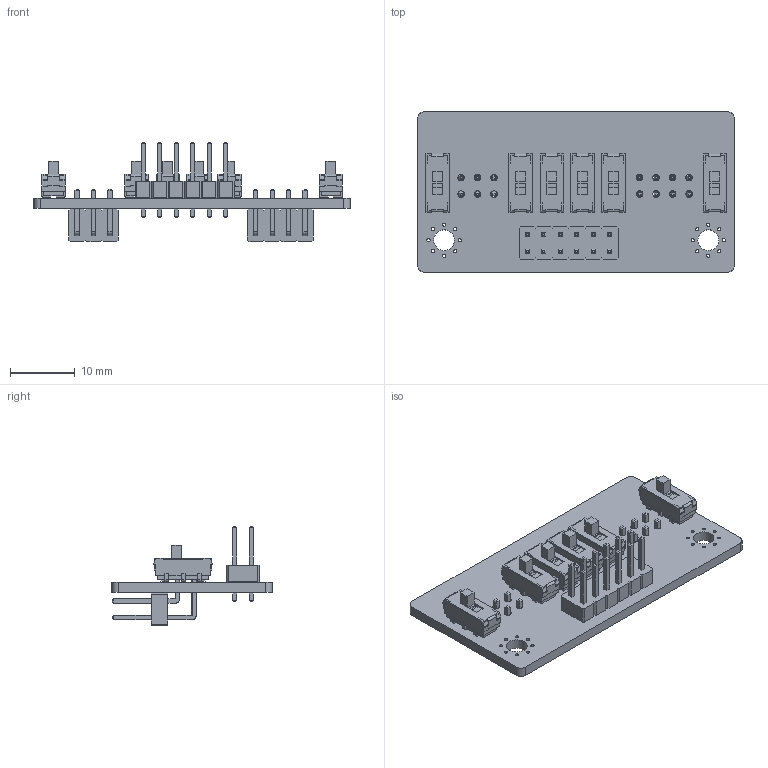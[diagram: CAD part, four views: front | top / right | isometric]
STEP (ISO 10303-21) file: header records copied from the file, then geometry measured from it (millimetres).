
FILE_DESCRIPTION(('KiCad electronic assembly'),'2;1');
FILE_NAME('CrazyDonkeyTarmoBoard.step','2024-05-29T22:49:24',('Pcbnew'), ('Kicad'),'Open CASCADE STEP processor 7.7','KiCad to STEP converter', 'Unknown');
FILE_SCHEMA(('AUTOMOTIVE_DESIGN { 1 0 10303 214 1 1 1 1 }'));
Length unit declared in the file: millimetre
Products named in the file (10): CrazyDonkeyTarmoBoard 1; JS202011JCQN; PinHeader_2x06_P2.54mm_Vertical; PinHeader_2x06_P254mm_Vertical; PinHeader_2x04_P2.54mm_Horizontal; PinHeader_2x04_P254mm_Horizontal; PinHeader_2x03_P2.54mm_Horizontal; PinHeader_2x03_P254mm_Horizontal; CrazyDonkeyTarmoBoard_PCB
Assembly tree (14 placements, depth 3):
  CrazyDonkeyTarmoBoard 1
    JS202011JCQN  x6
      JS202011JCQN
    PinHeader_2x06_P2.54mm_Vertical
      PinHeader_2x06_P254mm_Vertical
    PinHeader_2x04_P2.54mm_Horizontal
      PinHeader_2x04_P254mm_Horizontal
    PinHeader_2x03_P2.54mm_Horizontal
      PinHeader_2x03_P254mm_Horizontal
    CrazyDonkeyTarmoBoard_PCB
Bounding box: 48.75 x 24.75 x 15.32 mm (x, y, z)
Volume: 3038.7 mm3; surface area: 5703 mm2
Topology: 58 solids, 58 shells, 1968 faces, 4982 edges, 3212 vertices
Faces by surface type: plane 1846, cylinder 122
Full cylindrical faces by diameter (mm): 0.5 x16, 1 x26, 3.2 x2
Entity records: 29644 total; most frequent: CARTESIAN_POINT 4382, ORIENTED_EDGE 4284, DIRECTION 4062, EDGE_CURVE 2142, LINE 1998, VECTOR 1998, VERTEX_POINT 1352, AXIS2_PLACEMENT_3D 1032
